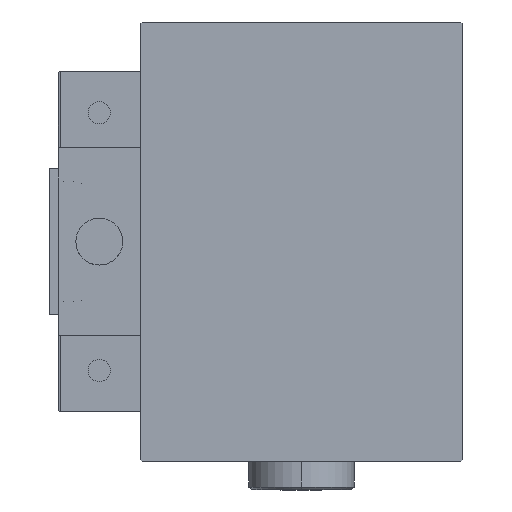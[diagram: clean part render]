
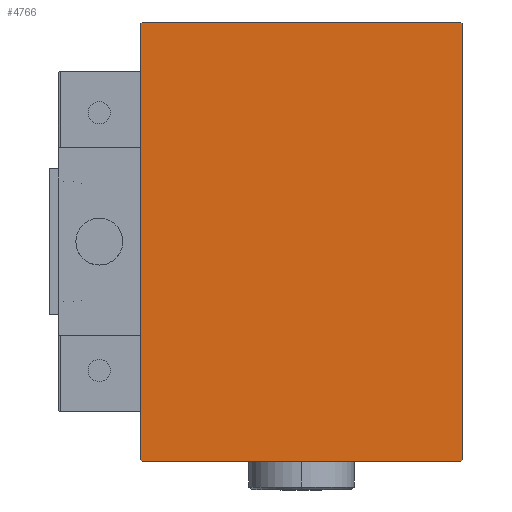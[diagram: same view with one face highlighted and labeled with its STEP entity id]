
A CAD part, left-side view. The second image highlights one B-rep face of the part: STEP entity #4766.
In plain terms, the highlighted face is planar.
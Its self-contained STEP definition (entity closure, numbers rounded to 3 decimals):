
#168 = PLANE ( 'NONE',  #28165 ) ;
#799 = CARTESIAN_POINT ( 'NONE',  ( 175., -27.2, -37.5 ) ) ;
#894 = VECTOR ( 'NONE', #15589, 1000. ) ;
#1659 = EDGE_CURVE ( 'NONE', #2068, #41500, #17680, .T. ) ;
#2068 = VERTEX_POINT ( 'NONE', #49475 ) ;
#3268 = DIRECTION ( 'NONE',  ( 1., 0., 0. ) ) ;
#3551 = CARTESIAN_POINT ( 'NONE',  ( 175., 27.5, -37.5 ) ) ;
#4110 = CARTESIAN_POINT ( 'NONE',  ( 175., 27.5, 37.2 ) ) ;
#4764 = DIRECTION ( 'NONE',  ( 0., -1., 0. ) ) ;
#4766 = ADVANCED_FACE ( 'NONE', ( #46312 ), #168, .T. ) ;
#5020 = LINE ( 'NONE', #12813, #27793 ) ;
#6078 = VERTEX_POINT ( 'NONE', #22691 ) ;
#8916 = LINE ( 'NONE', #24235, #43528 ) ;
#9083 = LINE ( 'NONE', #29037, #46729 ) ;
#9779 = EDGE_CURVE ( 'NONE', #18728, #36709, #8916, .T. ) ;
#10389 = DIRECTION ( 'NONE',  ( 0., 1., 0. ) ) ;
#12813 = CARTESIAN_POINT ( 'NONE',  ( 175., 27.5, 37.5 ) ) ;
#15074 = CARTESIAN_POINT ( 'NONE',  ( 175., 27.2, -37.5 ) ) ;
#15573 = DIRECTION ( 'NONE',  ( 0., 0.707, -0.707 ) ) ;
#15589 = DIRECTION ( 'NONE',  ( 0., 0., -1. ) ) ;
#16111 = ORIENTED_EDGE ( 'NONE', *, *, #22352, .T. ) ;
#17680 = LINE ( 'NONE', #33488, #22009 ) ;
#18005 = ORIENTED_EDGE ( 'NONE', *, *, #18680, .T. ) ;
#18680 = EDGE_CURVE ( 'NONE', #48559, #47140, #31130, .T. ) ;
#18728 = VERTEX_POINT ( 'NONE', #15074 ) ;
#18970 = CARTESIAN_POINT ( 'NONE',  ( 175., -27.5, 37.5 ) ) ;
#19489 = LINE ( 'NONE', #18970, #894 ) ;
#22009 = VECTOR ( 'NONE', #49286, 1000. ) ;
#22352 = EDGE_CURVE ( 'NONE', #6078, #2068, #5020, .T. ) ;
#22467 = VECTOR ( 'NONE', #10389, 1000. ) ;
#22691 = CARTESIAN_POINT ( 'NONE',  ( 175., 27.2, 37.5 ) ) ;
#23657 = ORIENTED_EDGE ( 'NONE', *, *, #49759, .T. ) ;
#24025 = LINE ( 'NONE', #3551, #28440 ) ;
#24235 = CARTESIAN_POINT ( 'NONE',  ( 175., 32.35, -32.35 ) ) ;
#26486 = CARTESIAN_POINT ( 'NONE',  ( 175., -27.5, 37.2 ) ) ;
#27126 = EDGE_CURVE ( 'NONE', #36709, #35485, #24025, .T. ) ;
#27793 = VECTOR ( 'NONE', #4764, 1000. ) ;
#28165 = AXIS2_PLACEMENT_3D ( 'NONE', #35163, #3268, #51219 ) ;
#28440 = VECTOR ( 'NONE', #42958, 1000. ) ;
#29037 = CARTESIAN_POINT ( 'NONE',  ( 175., 32.35, 32.35 ) ) ;
#29391 = ORIENTED_EDGE ( 'NONE', *, *, #9779, .T. ) ;
#30088 = LINE ( 'NONE', #45902, #22467 ) ;
#30510 = ORIENTED_EDGE ( 'NONE', *, *, #38853, .T. ) ;
#31130 = LINE ( 'NONE', #34514, #46411 ) ;
#33488 = CARTESIAN_POINT ( 'NONE',  ( 175., -32.35, 32.35 ) ) ;
#34514 = CARTESIAN_POINT ( 'NONE',  ( 175., -32.35, -32.35 ) ) ;
#35163 = CARTESIAN_POINT ( 'NONE',  ( 175., 0., 0. ) ) ;
#35485 = VERTEX_POINT ( 'NONE', #4110 ) ;
#36709 = VERTEX_POINT ( 'NONE', #49724 ) ;
#36822 = DIRECTION ( 'NONE',  ( 0., -0.707, 0.707 ) ) ;
#37700 = CARTESIAN_POINT ( 'NONE',  ( 175., -27.5, -37.2 ) ) ;
#37804 = ORIENTED_EDGE ( 'NONE', *, *, #51059, .T. ) ;
#38853 = EDGE_CURVE ( 'NONE', #35485, #6078, #9083, .T. ) ;
#40534 = DIRECTION ( 'NONE',  ( 0., 0.707, 0.707 ) ) ;
#40977 = ORIENTED_EDGE ( 'NONE', *, *, #1659, .T. ) ;
#41130 = ORIENTED_EDGE ( 'NONE', *, *, #27126, .T. ) ;
#41500 = VERTEX_POINT ( 'NONE', #26486 ) ;
#42958 = DIRECTION ( 'NONE',  ( 0., 0., 1. ) ) ;
#43528 = VECTOR ( 'NONE', #40534, 1000. ) ;
#45902 = CARTESIAN_POINT ( 'NONE',  ( 175., -27.5, -37.5 ) ) ;
#46312 = FACE_OUTER_BOUND ( 'NONE', #50225, .T. ) ;
#46411 = VECTOR ( 'NONE', #15573, 1000. ) ;
#46729 = VECTOR ( 'NONE', #36822, 1000. ) ;
#47140 = VERTEX_POINT ( 'NONE', #799 ) ;
#48559 = VERTEX_POINT ( 'NONE', #37700 ) ;
#49286 = DIRECTION ( 'NONE',  ( 0., -0.707, -0.707 ) ) ;
#49475 = CARTESIAN_POINT ( 'NONE',  ( 175., -27.2, 37.5 ) ) ;
#49724 = CARTESIAN_POINT ( 'NONE',  ( 175., 27.5, -37.2 ) ) ;
#49759 = EDGE_CURVE ( 'NONE', #41500, #48559, #19489, .T. ) ;
#50225 = EDGE_LOOP ( 'NONE', ( #37804, #29391, #41130, #30510, #16111, #40977, #23657, #18005 ) ) ;
#51059 = EDGE_CURVE ( 'NONE', #47140, #18728, #30088, .T. ) ;
#51219 = DIRECTION ( 'NONE',  ( 0., 0., -1. ) ) ;
